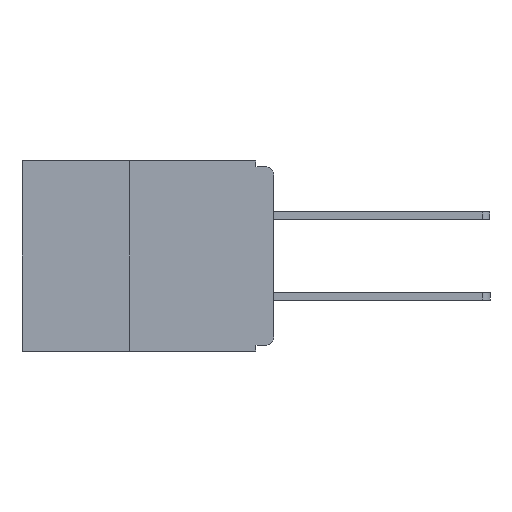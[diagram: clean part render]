
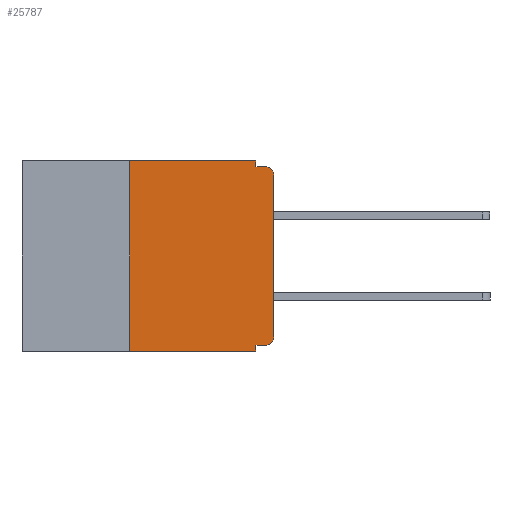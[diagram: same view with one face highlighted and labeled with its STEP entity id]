
A CAD part, left-side view. The second image highlights one B-rep face of the part: STEP entity #25787.
In plain terms, the highlighted planar face has unit normal (-1, 0, 0).
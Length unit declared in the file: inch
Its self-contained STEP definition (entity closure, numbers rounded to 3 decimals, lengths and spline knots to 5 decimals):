
#422 = CARTESIAN_POINT ( 'NONE',  ( 0., 0., -0.305 ) ) ;
#441 = VERTEX_POINT ( 'NONE', #2032 ) ;
#462 = DIRECTION ( 'NONE',  ( 0., 0., -1. ) ) ;
#492 = VECTOR ( 'NONE', #10235, 39.37008 ) ;
#516 = EDGE_CURVE ( 'NONE', #3951, #25404, #20507, .T. ) ;
#833 = EDGE_CURVE ( 'NONE', #12000, #3740, #12952, .T. ) ;
#983 = DIRECTION ( 'NONE',  ( 0., 0., -1. ) ) ;
#1119 = VERTEX_POINT ( 'NONE', #422 ) ;
#2032 = CARTESIAN_POINT ( 'NONE',  ( 0., 0., -0.025 ) ) ;
#2227 = CARTESIAN_POINT ( 'NONE',  ( 0., 0., -0.01 ) ) ;
#2321 = EDGE_CURVE ( 'NONE', #12000, #23772, #19684, .T. ) ;
#2544 = DIRECTION ( 'NONE',  ( -1., 0., 0. ) ) ;
#3004 = ORIENTED_EDGE ( 'NONE', *, *, #6646, .T. ) ;
#3314 = CARTESIAN_POINT ( 'NONE',  ( 0., 0.031, -0.33 ) ) ;
#3740 = VERTEX_POINT ( 'NONE', #3314 ) ;
#3951 = VERTEX_POINT ( 'NONE', #23715 ) ;
#4031 = CARTESIAN_POINT ( 'NONE',  ( 0., 0., 0. ) ) ;
#4680 = CARTESIAN_POINT ( 'NONE',  ( 0., 0.25, -0.33 ) ) ;
#5561 = CARTESIAN_POINT ( 'NONE',  ( 0., 0.437, 0. ) ) ;
#5875 = LINE ( 'NONE', #7878, #22655 ) ;
#6072 = FACE_OUTER_BOUND ( 'NONE', #23031, .T. ) ;
#6450 = ORIENTED_EDGE ( 'NONE', *, *, #27755, .F. ) ;
#6535 = VERTEX_POINT ( 'NONE', #22015 ) ;
#6646 = EDGE_CURVE ( 'NONE', #18586, #1119, #25974, .T. ) ;
#7577 = AXIS2_PLACEMENT_3D ( 'NONE', #26707, #13703, #462 ) ;
#7773 = DIRECTION ( 'NONE',  ( 0., -1., 0. ) ) ;
#7878 = CARTESIAN_POINT ( 'NONE',  ( 0., 0., -0.32 ) ) ;
#8001 = EDGE_CURVE ( 'NONE', #1119, #441, #14699, .T. ) ;
#8200 = VECTOR ( 'NONE', #13811, 39.37008 ) ;
#8330 = EDGE_CURVE ( 'NONE', #11545, #3951, #24576, .T. ) ;
#9574 = AXIS2_PLACEMENT_3D ( 'NONE', #15721, #2544, #17914 ) ;
#9832 = CARTESIAN_POINT ( 'NONE',  ( 0., 0.437, -0.33 ) ) ;
#10235 = DIRECTION ( 'NONE',  ( 0., -1., 0. ) ) ;
#10607 = CARTESIAN_POINT ( 'NONE',  ( 0., 0.031, -0.33 ) ) ;
#11088 = AXIS2_PLACEMENT_3D ( 'NONE', #27207, #14210, #983 ) ;
#11207 = CARTESIAN_POINT ( 'NONE',  ( 0., 0.25, 0. ) ) ;
#11545 = VERTEX_POINT ( 'NONE', #24189 ) ;
#11758 = CARTESIAN_POINT ( 'NONE',  ( 0., 0.031, 0. ) ) ;
#12000 = VERTEX_POINT ( 'NONE', #12819 ) ;
#12408 = VECTOR ( 'NONE', #7773, 39.37008 ) ;
#12819 = CARTESIAN_POINT ( 'NONE',  ( 0., 0.25, -0.33 ) ) ;
#12952 = LINE ( 'NONE', #9832, #492 ) ;
#12992 = VECTOR ( 'NONE', #24771, 39.37008 ) ;
#13703 = DIRECTION ( 'NONE',  ( -1., 0., 0. ) ) ;
#13811 = DIRECTION ( 'NONE',  ( 0., -1., 0. ) ) ;
#13878 = VECTOR ( 'NONE', #20101, 39.37008 ) ;
#13999 = EDGE_CURVE ( 'NONE', #441, #25404, #17854, .T. ) ;
#14210 = DIRECTION ( 'NONE',  ( 1., 0., 0. ) ) ;
#14699 = LINE ( 'NONE', #4031, #26272 ) ;
#15721 = CARTESIAN_POINT ( 'NONE',  ( 0., 0.015, -0.025 ) ) ;
#15863 = VECTOR ( 'NONE', #27922, 39.37008 ) ;
#16419 = ORIENTED_EDGE ( 'NONE', *, *, #20263, .F. ) ;
#17854 = CIRCLE ( 'NONE', #9574, 0.015 ) ;
#17914 = DIRECTION ( 'NONE',  ( 0., 0., -1. ) ) ;
#18502 = PLANE ( 'NONE',  #11088 ) ;
#18586 = VERTEX_POINT ( 'NONE', #21324 ) ;
#19350 = DIRECTION ( 'NONE',  ( 0., 0., 1. ) ) ;
#19684 = LINE ( 'NONE', #4680, #13878 ) ;
#20037 = ORIENTED_EDGE ( 'NONE', *, *, #2321, .F. ) ;
#20101 = DIRECTION ( 'NONE',  ( 0., 0., 1. ) ) ;
#20218 = EDGE_CURVE ( 'NONE', #23772, #11545, #23988, .T. ) ;
#20263 = EDGE_CURVE ( 'NONE', #18586, #6535, #5875, .T. ) ;
#20507 = LINE ( 'NONE', #2227, #8200 ) ;
#21324 = CARTESIAN_POINT ( 'NONE',  ( 0., 0.015, -0.32 ) ) ;
#21681 = LINE ( 'NONE', #10607, #15863 ) ;
#21938 = ORIENTED_EDGE ( 'NONE', *, *, #833, .T. ) ;
#21968 = ORIENTED_EDGE ( 'NONE', *, *, #8330, .F. ) ;
#22015 = CARTESIAN_POINT ( 'NONE',  ( 0., 0.031, -0.32 ) ) ;
#22225 = ORIENTED_EDGE ( 'NONE', *, *, #8001, .T. ) ;
#22655 = VECTOR ( 'NONE', #27250, 39.37008 ) ;
#23031 = EDGE_LOOP ( 'NONE', ( #22225, #26047, #25276, #21968, #25490, #20037, #21938, #6450, #16419, #3004 ) ) ;
#23715 = CARTESIAN_POINT ( 'NONE',  ( 0., 0.031, -0.01 ) ) ;
#23772 = VERTEX_POINT ( 'NONE', #11207 ) ;
#23988 = LINE ( 'NONE', #5561, #12408 ) ;
#24189 = CARTESIAN_POINT ( 'NONE',  ( 0., 0.031, 0. ) ) ;
#24576 = LINE ( 'NONE', #11758, #12992 ) ;
#24771 = DIRECTION ( 'NONE',  ( 0., 0., -1. ) ) ;
#25276 = ORIENTED_EDGE ( 'NONE', *, *, #516, .F. ) ;
#25404 = VERTEX_POINT ( 'NONE', #25730 ) ;
#25490 = ORIENTED_EDGE ( 'NONE', *, *, #20218, .F. ) ;
#25730 = CARTESIAN_POINT ( 'NONE',  ( 0., 0.015, -0.01 ) ) ;
#25787 = ADVANCED_FACE ( 'NONE', ( #6072 ), #18502, .F. ) ;
#25974 = CIRCLE ( 'NONE', #7577, 0.015 ) ;
#26047 = ORIENTED_EDGE ( 'NONE', *, *, #13999, .T. ) ;
#26272 = VECTOR ( 'NONE', #19350, 39.37008 ) ;
#26707 = CARTESIAN_POINT ( 'NONE',  ( 0., 0.015, -0.305 ) ) ;
#27207 = CARTESIAN_POINT ( 'NONE',  ( 0., 0.437, 0. ) ) ;
#27250 = DIRECTION ( 'NONE',  ( 0., 1., 0. ) ) ;
#27755 = EDGE_CURVE ( 'NONE', #6535, #3740, #21681, .T. ) ;
#27922 = DIRECTION ( 'NONE',  ( 0., 0., -1. ) ) ;
